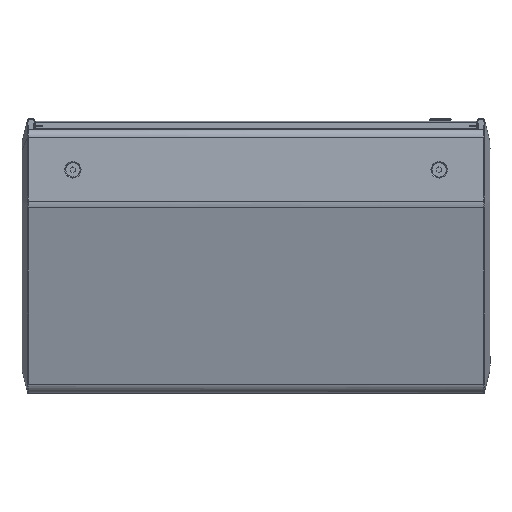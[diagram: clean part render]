
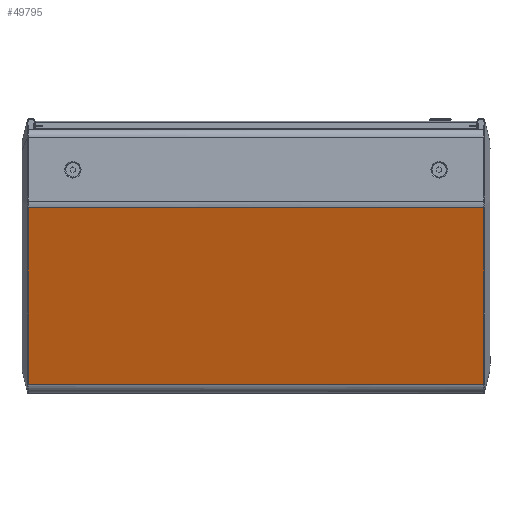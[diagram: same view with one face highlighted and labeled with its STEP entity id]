
A CAD part, left-side view. The second image highlights one B-rep face of the part: STEP entity #49795.
In plain terms, the highlighted planar face has unit normal (-0.961, 0, -0.276).
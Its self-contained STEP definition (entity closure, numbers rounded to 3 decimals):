
#1715 = CARTESIAN_POINT ( 'NONE',  ( -109.091, -279.718, -157.635 ) ) ;
#8527 = VERTEX_POINT ( 'NONE', #142344 ) ;
#17151 = CARTESIAN_POINT ( 'NONE',  ( -109.253, 279.722, -157.069 ) ) ;
#18780 = CARTESIAN_POINT ( 'NONE',  ( -109.091, 279.718, -157.635 ) ) ;
#18899 = CARTESIAN_POINT ( 'NONE',  ( -140.214, -279.719, -49.094 ) ) ;
#20912 = CARTESIAN_POINT ( 'NONE',  ( -109.091, -280.5, -157.635 ) ) ;
#24749 = EDGE_CURVE ( 'NONE', #129081, #8527, #141571, .T. ) ;
#26879 = AXIS2_PLACEMENT_3D ( 'NONE', #54339, #35211, #99717 ) ;
#28155 = CARTESIAN_POINT ( 'NONE',  ( -140.214, 279.719, -49.094 ) ) ;
#28438 = CARTESIAN_POINT ( 'NONE',  ( -109.415, -279.719, -156.504 ) ) ;
#29614 = CARTESIAN_POINT ( 'NONE',  ( -118.168, 279.719, -125.977 ) ) ;
#29898 = CARTESIAN_POINT ( 'NONE',  ( -109.253, -279.722, -157.069 ) ) ;
#32747 = CARTESIAN_POINT ( 'NONE',  ( -171.338, 280.5, 59.447 ) ) ;
#35211 = DIRECTION ( 'NONE',  ( -0.961, 0., -0.276 ) ) ;
#36285 = EDGE_LOOP ( 'NONE', ( #66553, #139317, #118543, #118530 ) ) ;
#41188 = FACE_OUTER_BOUND ( 'NONE', #36285, .T. ) ;
#44780 = PLANE ( 'NONE',  #26879 ) ;
#46380 = EDGE_CURVE ( 'NONE', #116892, #120899, #114925, .T. ) ;
#49795 = ADVANCED_FACE ( 'NONE', ( #41188 ), #44780, .T. ) ;
#50169 = CARTESIAN_POINT ( 'NONE',  ( -171.338, 279.719, 59.447 ) ) ;
#50416 = CARTESIAN_POINT ( 'NONE',  ( -109.091, -279.718, -157.635 ) ) ;
#50873 = CARTESIAN_POINT ( 'NONE',  ( -170.041, 279.721, 54.925 ) ) ;
#51169 = CARTESIAN_POINT ( 'NONE',  ( -162.26, -279.719, 27.789 ) ) ;
#54339 = CARTESIAN_POINT ( 'NONE',  ( -172.5, 280.5, 63.5 ) ) ;
#62629 = CARTESIAN_POINT ( 'NONE',  ( -109.739, 279.719, -155.373 ) ) ;
#63638 = CARTESIAN_POINT ( 'NONE',  ( -153.182, -279.719, -3.868 ) ) ;
#64097 = CARTESIAN_POINT ( 'NONE',  ( -162.26, 279.719, 27.789 ) ) ;
#66553 = ORIENTED_EDGE ( 'NONE', *, *, #129633, .T. ) ;
#73644 = CARTESIAN_POINT ( 'NONE',  ( -168.744, 279.719, 50.402 ) ) ;
#83441 = CARTESIAN_POINT ( 'NONE',  ( -170.041, -279.721, 54.925 ) ) ;
#84181 = CARTESIAN_POINT ( 'NONE',  ( -111.36, -279.719, -149.72 ) ) ;
#84913 = CARTESIAN_POINT ( 'NONE',  ( -109.739, -279.719, -155.373 ) ) ;
#85362 = CARTESIAN_POINT ( 'NONE',  ( -109.415, 279.719, -156.504 ) ) ;
#86952 = LINE ( 'NONE', #20912, #89538 ) ;
#89538 = VECTOR ( 'NONE', #131661, 1000. ) ;
#94020 = VECTOR ( 'NONE', #98716, 1000. ) ;
#95629 = CARTESIAN_POINT ( 'NONE',  ( -113.63, 279.719, -141.806 ) ) ;
#95884 = CARTESIAN_POINT ( 'NONE',  ( -168.744, -279.719, 50.402 ) ) ;
#96606 = CARTESIAN_POINT ( 'NONE',  ( -118.168, -279.719, -125.977 ) ) ;
#96813 = EDGE_CURVE ( 'NONE', #8527, #116892, #144152, .T. ) ;
#97353 = CARTESIAN_POINT ( 'NONE',  ( -113.63, -279.719, -141.806 ) ) ;
#98716 = DIRECTION ( 'NONE',  ( 0., 1., 0. ) ) ;
#99717 = DIRECTION ( 'NONE',  ( -0.276, 0., 0.961 ) ) ;
#105849 = CARTESIAN_POINT ( 'NONE',  ( -127.246, 279.719, -94.319 ) ) ;
#109042 = CARTESIAN_POINT ( 'NONE',  ( -171.338, -279.719, 59.447 ) ) ;
#114925 = B_SPLINE_CURVE_WITH_KNOTS ( 'NONE', 3,
 ( #130095, #50873, #73644, #127859, #64097, #128602, #28155, #105849, #29614, #95629, #117589, #129352, #62629, #85362, #17151, #140348 ),
 .UNSPECIFIED., .F., .F.,
 ( 4, 2, 1, 1, 1, 1, 1, 1, 1, 1, 2, 4 ),
 ( 0., 0.014, 0.028, 0.056, 0.113, 0.169, 0.198, 0.212, 0.219, 0.222, 0.224, 0.226 ),
 .UNSPECIFIED. ) ;
#116892 = VERTEX_POINT ( 'NONE', #50169 ) ;
#117140 = CARTESIAN_POINT ( 'NONE',  ( -110.225, -279.719, -153.677 ) ) ;
#117589 = CARTESIAN_POINT ( 'NONE',  ( -111.36, 279.719, -149.72 ) ) ;
#117866 = CARTESIAN_POINT ( 'NONE',  ( -127.246, -279.719, -94.319 ) ) ;
#118530 = ORIENTED_EDGE ( 'NONE', *, *, #46380, .T. ) ;
#118543 = ORIENTED_EDGE ( 'NONE', *, *, #96813, .T. ) ;
#120899 = VERTEX_POINT ( 'NONE', #18780 ) ;
#127859 = CARTESIAN_POINT ( 'NONE',  ( -166.151, 279.719, 41.357 ) ) ;
#128602 = CARTESIAN_POINT ( 'NONE',  ( -153.182, 279.719, -3.868 ) ) ;
#129081 = VERTEX_POINT ( 'NONE', #1715 ) ;
#129352 = CARTESIAN_POINT ( 'NONE',  ( -110.225, 279.719, -153.677 ) ) ;
#129633 = EDGE_CURVE ( 'NONE', #120899, #129081, #86952, .T. ) ;
#130095 = CARTESIAN_POINT ( 'NONE',  ( -171.338, 279.719, 59.447 ) ) ;
#131661 = DIRECTION ( 'NONE',  ( 0., -1., 0. ) ) ;
#139317 = ORIENTED_EDGE ( 'NONE', *, *, #24749, .T. ) ;
#140348 = CARTESIAN_POINT ( 'NONE',  ( -109.091, 279.718, -157.635 ) ) ;
#141352 = CARTESIAN_POINT ( 'NONE',  ( -166.151, -279.719, 41.357 ) ) ;
#141571 = B_SPLINE_CURVE_WITH_KNOTS ( 'NONE', 3,
 ( #50416, #29898, #28438, #84913, #117140, #84181, #97353, #96606, #117866, #18899, #63638, #51169, #141352, #95884, #83441, #109042 ),
 .UNSPECIFIED., .F., .F.,
 ( 4, 2, 1, 1, 1, 1, 1, 1, 1, 1, 2, 4 ),
 ( 0., 0.002, 0.004, 0.007, 0.014, 0.028, 0.056, 0.113, 0.169, 0.198, 0.212, 0.226 ),
 .UNSPECIFIED. ) ;
#142344 = CARTESIAN_POINT ( 'NONE',  ( -171.338, -279.719, 59.447 ) ) ;
#144152 = LINE ( 'NONE', #32747, #94020 ) ;
